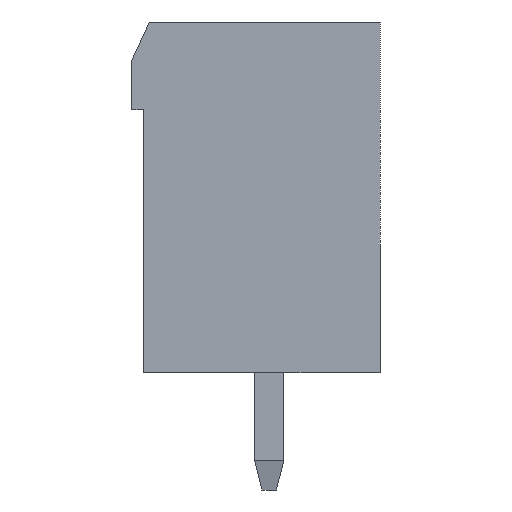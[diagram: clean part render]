
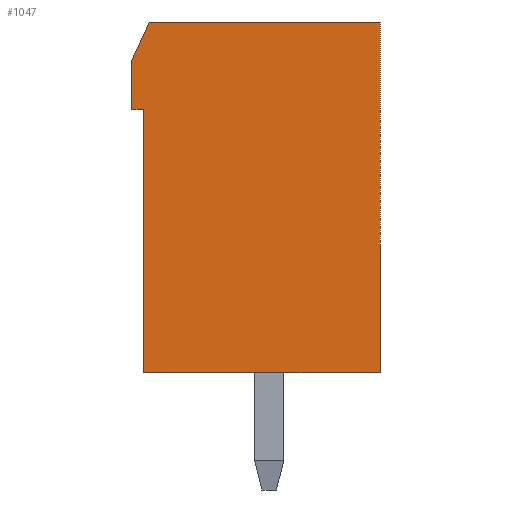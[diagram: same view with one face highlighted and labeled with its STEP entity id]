
A CAD part, left-side view. The second image highlights one B-rep face of the part: STEP entity #1047.
In plain terms, the highlighted planar face has unit normal (-1, 0, 0).
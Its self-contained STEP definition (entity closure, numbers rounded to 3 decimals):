
#1047 = ADVANCED_FACE( '', ( #2232 ), #2233, .T. );
#2232 = FACE_OUTER_BOUND( '', #3596, .T. );
#2233 = PLANE( '', #3597 );
#3596 = EDGE_LOOP( '', ( #6420, #6421, #6422, #6423, #6424, #6425, #6426 ) );
#3597 = AXIS2_PLACEMENT_3D( '', #6427, #6428, #6429 );
#6420 = ORIENTED_EDGE( '', *, *, #9596, .T. );
#6421 = ORIENTED_EDGE( '', *, *, #9278, .F. );
#6422 = ORIENTED_EDGE( '', *, *, #8867, .T. );
#6423 = ORIENTED_EDGE( '', *, *, #9597, .T. );
#6424 = ORIENTED_EDGE( '', *, *, #9598, .T. );
#6425 = ORIENTED_EDGE( '', *, *, #8470, .T. );
#6426 = ORIENTED_EDGE( '', *, *, #9599, .T. );
#6427 = CARTESIAN_POINT( '', ( -31., 0., 0. ) );
#6428 = DIRECTION( '', ( -1., 0., 0. ) );
#6429 = DIRECTION( '', ( 0., 0., 1. ) );
#8470 = EDGE_CURVE( '', #10159, #10157, #10160, .T. );
#8867 = EDGE_CURVE( '', #10861, #10859, #10862, .T. );
#9278 = EDGE_CURVE( '', #10861, #11528, #11531, .T. );
#9596 = EDGE_CURVE( '', #11974, #11528, #11975, .T. );
#9597 = EDGE_CURVE( '', #10859, #11976, #11977, .T. );
#9598 = EDGE_CURVE( '', #11976, #10159, #11978, .T. );
#9599 = EDGE_CURVE( '', #10157, #11974, #11979, .F. );
#10157 = VERTEX_POINT( '', #12656 );
#10159 = VERTEX_POINT( '', #12659 );
#10160 = LINE( '', #12660, #12661 );
#10859 = VERTEX_POINT( '', #13663 );
#10861 = VERTEX_POINT( '', #13666 );
#10862 = LINE( '', #13667, #13668 );
#11528 = VERTEX_POINT( '', #14650 );
#11531 = LINE( '', #14655, #14656 );
#11974 = VERTEX_POINT( '', #15316 );
#11975 = LINE( '', #15317, #15318 );
#11976 = VERTEX_POINT( '', #15319 );
#11977 = LINE( '', #15320, #15321 );
#11978 = LINE( '', #15322, #15323 );
#11979 = LINE( '', #15324, #15325 );
#12656 = CARTESIAN_POINT( '', ( -31., 3.65, 6. ) );
#12659 = CARTESIAN_POINT( '', ( -31., -4.25, 6. ) );
#12660 = CARTESIAN_POINT( '', ( -31., -4.25, 6. ) );
#12661 = VECTOR( '', #16210, 1000. );
#13663 = CARTESIAN_POINT( '', ( -31., 3.85, -6. ) );
#13666 = CARTESIAN_POINT( '', ( -31., 3.85, 3. ) );
#13667 = CARTESIAN_POINT( '', ( -31., 3.85, 3. ) );
#13668 = VECTOR( '', #16587, 1000. );
#14650 = CARTESIAN_POINT( '', ( -31., 4.25, 3. ) );
#14655 = CARTESIAN_POINT( '', ( -31., 3.85, 3. ) );
#14656 = VECTOR( '', #16960, 1000. );
#15316 = CARTESIAN_POINT( '', ( -31., 4.25, 4.7 ) );
#15317 = CARTESIAN_POINT( '', ( -31., 4.25, 6. ) );
#15318 = VECTOR( '', #17247, 1000. );
#15319 = CARTESIAN_POINT( '', ( -31., -4.25, -6. ) );
#15320 = CARTESIAN_POINT( '', ( -31., 4.25, -6. ) );
#15321 = VECTOR( '', #17248, 1000. );
#15322 = CARTESIAN_POINT( '', ( -31., -4.25, -6. ) );
#15323 = VECTOR( '', #17249, 1000. );
#15324 = CARTESIAN_POINT( '', ( -31., 5.292, 2.442 ) );
#15325 = VECTOR( '', #17250, 1000. );
#16210 = DIRECTION( '', ( 0., 1., 0. ) );
#16587 = DIRECTION( '', ( 0., 0., -1. ) );
#16960 = DIRECTION( '', ( 0., 1., 0. ) );
#17247 = DIRECTION( '', ( 0., 0., -1. ) );
#17248 = DIRECTION( '', ( 0., -1., 0. ) );
#17249 = DIRECTION( '', ( 0., 0., 1. ) );
#17250 = DIRECTION( '', ( 0., -0.419, 0.908 ) );
